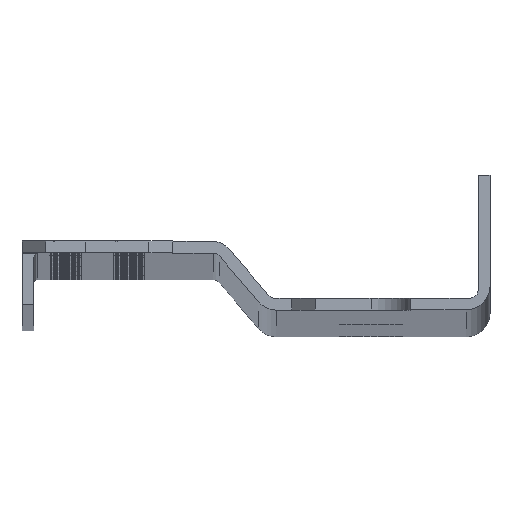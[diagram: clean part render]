
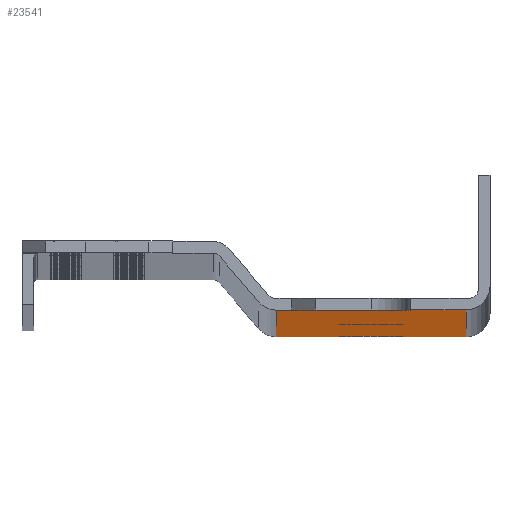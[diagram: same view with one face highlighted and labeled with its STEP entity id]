
A CAD part, top view. The second image highlights one B-rep face of the part: STEP entity #23541.
In plain terms, the highlighted face is planar.
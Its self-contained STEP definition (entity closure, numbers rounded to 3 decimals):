
#3867=CARTESIAN_POINT('',(17.,722.,14.995));
#3868=DIRECTION('',(1.,0.,0.));
#3869=DIRECTION('',(0.,1.,0.));
#3870=AXIS2_PLACEMENT_3D('',#3867,#3868,#3869);
#3875=CARTESIAN_POINT('',(17.,722.,14.995));
#3876=DIRECTION('',(1.,0.,0.));
#3877=DIRECTION('',(0.,-1.,0.));
#3878=AXIS2_PLACEMENT_3D('',#3875,#3876,#3877);
#3883=CARTESIAN_POINT('',(17.,-288.25,14.995));
#3884=DIRECTION('',(1.,0.,0.));
#3885=DIRECTION('',(0.,1.,0.));
#3886=AXIS2_PLACEMENT_3D('',#3883,#3884,#3885);
#3891=CARTESIAN_POINT('',(17.,-288.25,14.995));
#3892=DIRECTION('',(1.,0.,0.));
#3893=DIRECTION('',(0.,-1.,0.));
#3894=AXIS2_PLACEMENT_3D('',#3891,#3892,#3893);
#3899=CARTESIAN_POINT('',(17.,-311.75,14.995));
#3900=DIRECTION('',(1.,0.,0.));
#3901=DIRECTION('',(0.,1.,0.));
#3902=AXIS2_PLACEMENT_3D('',#3899,#3900,#3901);
#3907=CARTESIAN_POINT('',(17.,-311.75,14.995));
#3908=DIRECTION('',(1.,0.,0.));
#3909=DIRECTION('',(0.,-1.,0.));
#3910=AXIS2_PLACEMENT_3D('',#3907,#3908,#3909);
#3915=CARTESIAN_POINT('',(17.,-1172.,14.995));
#3916=DIRECTION('',(1.,0.,0.));
#3917=DIRECTION('',(0.,1.,0.));
#3918=AXIS2_PLACEMENT_3D('',#3915,#3916,#3917);
#3923=CARTESIAN_POINT('',(17.,-1172.,14.995));
#3924=DIRECTION('',(1.,0.,0.));
#3925=DIRECTION('',(0.,-1.,0.));
#3926=AXIS2_PLACEMENT_3D('',#3923,#3924,#3925);
#3931=DIRECTION('',(0.,1.,0.));
#3932=VECTOR('',#3931,3.31);
#3933=CARTESIAN_POINT('',(17.,734.79,25.));
#3934=LINE('',#3933,#3932);
#3938=DIRECTION('',(0.,0.707,-0.707));
#3939=VECTOR('',#3938,4.243);
#3940=CARTESIAN_POINT('',(17.,738.1,25.));
#3941=LINE('',#3940,#3939);
#3945=DIRECTION('',(0.,0.,-1.));
#3946=VECTOR('',#3945,7.);
#3947=CARTESIAN_POINT('',(17.,741.1,22.));
#3948=LINE('',#3947,#3946);
#3952=CARTESIAN_POINT('',(17.,746.1,15.));
#3953=DIRECTION('',(1.,0.,0.));
#3954=DIRECTION('',(0.,-1.,0.));
#3955=AXIS2_PLACEMENT_3D('',#3952,#3953,#3954);
#3960=DIRECTION('',(0.,1.,0.));
#3961=VECTOR('',#3960,3.9);
#3962=CARTESIAN_POINT('',(17.,746.1,10.));
#3963=LINE('',#3962,#3961);
#3967=DIRECTION('',(0.,0.844,0.537));
#3968=VECTOR('',#3967,5.287);
#3969=CARTESIAN_POINT('',(17.,-1198.5,7.52));
#3970=LINE('',#3969,#3968);
#3974=CARTESIAN_POINT('',(17.,-1196.999,14.995));
#3975=DIRECTION('',(1.,0.,0.));
#3976=DIRECTION('',(0.,0.538,-0.843));
#3977=AXIS2_PLACEMENT_3D('',#3974,#3975,#3976);
#3982=DIRECTION('',(0.,-0.844,0.537));
#3983=VECTOR('',#3982,5.287);
#3984=CARTESIAN_POINT('',(17.,-1194.04,19.63));
#3985=LINE('',#3984,#3983);
#4038=DIRECTION('',(0.,-1.,0.));
#4039=VECTOR('',#4038,1933.29);
#4040=CARTESIAN_POINT('',(17.,734.79,26.916));
#4041=LINE('',#4040,#4039);
#11108=DIRECTION('',(0.,0.,1.));
#11109=VECTOR('',#11108,1.916);
#11110=CARTESIAN_POINT('',(17.,734.79,25.));
#11111=LINE('',#11110,#11109);
#11246=DIRECTION('',(0.,0.,1.));
#11247=VECTOR('',#11246,7.);
#11248=CARTESIAN_POINT('',(17.,750.,3.));
#11249=LINE('',#11248,#11247);
#11282=DIRECTION('',(0.,1.,0.));
#11283=VECTOR('',#11282,1948.5);
#11284=CARTESIAN_POINT('',(17.,-1198.5,3.));
#11285=LINE('',#11284,#11283);
#18505=DIRECTION('',(0.,0.,-1.));
#18506=VECTOR('',#18505,4.52);
#18507=CARTESIAN_POINT('',(17.,-1198.5,7.52));
#18508=LINE('',#18507,#18506);
#18563=DIRECTION('',(0.,0.,-1.));
#18564=VECTOR('',#18563,4.446);
#18565=CARTESIAN_POINT('',(17.,-1198.5,26.916));
#18566=LINE('',#18565,#18564);
#20358=CARTESIAN_POINT('',(17.,-1198.5,26.916));
#20359=VERTEX_POINT('',#20358);
#20360=CARTESIAN_POINT('',(17.,-1198.5,22.47));
#20361=VERTEX_POINT('',#20360);
#20370=CARTESIAN_POINT('',(17.,-1198.5,7.52));
#20371=CARTESIAN_POINT('',(17.,-1198.5,3.));
#20372=VERTEX_POINT('',#20370);
#20373=VERTEX_POINT('',#20371);
#20374=CARTESIAN_POINT('',(17.,-1194.04,10.36));
#20375=VERTEX_POINT('',#20374);
#20376=CARTESIAN_POINT('',(17.,-1194.04,19.63));
#20377=VERTEX_POINT('',#20376);
#20378=CARTESIAN_POINT('',(17.,-284.25,14.995));
#20379=CARTESIAN_POINT('',(17.,-292.25,14.995));
#20380=VERTEX_POINT('',#20378);
#20381=VERTEX_POINT('',#20379);
#20382=CARTESIAN_POINT('',(17.,-307.75,14.995));
#20383=CARTESIAN_POINT('',(17.,-315.75,14.995));
#20384=VERTEX_POINT('',#20382);
#20385=VERTEX_POINT('',#20383);
#20386=CARTESIAN_POINT('',(17.,-1168.,14.995));
#20387=CARTESIAN_POINT('',(17.,-1176.,14.995));
#20388=VERTEX_POINT('',#20386);
#20389=VERTEX_POINT('',#20387);
#21730=CARTESIAN_POINT('',(17.,734.79,25.));
#21731=CARTESIAN_POINT('',(17.,734.79,26.916));
#21732=VERTEX_POINT('',#21730);
#21733=VERTEX_POINT('',#21731);
#21744=CARTESIAN_POINT('',(17.,738.1,25.));
#21745=VERTEX_POINT('',#21744);
#21746=CARTESIAN_POINT('',(17.,741.1,22.));
#21747=VERTEX_POINT('',#21746);
#21748=CARTESIAN_POINT('',(17.,741.1,15.));
#21749=VERTEX_POINT('',#21748);
#21750=CARTESIAN_POINT('',(17.,746.1,10.));
#21751=VERTEX_POINT('',#21750);
#21752=CARTESIAN_POINT('',(17.,750.,10.));
#21753=VERTEX_POINT('',#21752);
#21754=CARTESIAN_POINT('',(17.,750.,3.));
#21755=VERTEX_POINT('',#21754);
#21756=CARTESIAN_POINT('',(17.,726.,14.995));
#21757=CARTESIAN_POINT('',(17.,718.,14.995));
#21758=VERTEX_POINT('',#21756);
#21759=VERTEX_POINT('',#21757);
#23483=CARTESIAN_POINT('',(17.,600.,0.));
#23484=DIRECTION('',(1.,0.,0.));
#23485=DIRECTION('',(0.,-1.,0.));
#23486=AXIS2_PLACEMENT_3D('',#23483,#23484,#23485);
#23487=PLANE('',#23486);
#23489=ORIENTED_EDGE('',*,*,#23488,.F.);
#23491=ORIENTED_EDGE('',*,*,#23490,.F.);
#23493=ORIENTED_EDGE('',*,*,#23492,.T.);
#23495=ORIENTED_EDGE('',*,*,#23494,.T.);
#23497=ORIENTED_EDGE('',*,*,#23496,.T.);
#23499=ORIENTED_EDGE('',*,*,#23498,.T.);
#23501=ORIENTED_EDGE('',*,*,#23500,.T.);
#23503=ORIENTED_EDGE('',*,*,#23502,.F.);
#23505=ORIENTED_EDGE('',*,*,#23504,.F.);
#23507=ORIENTED_EDGE('',*,*,#23506,.F.);
#23509=ORIENTED_EDGE('',*,*,#23508,.T.);
#23511=ORIENTED_EDGE('',*,*,#23510,.T.);
#23513=ORIENTED_EDGE('',*,*,#23512,.T.);
#23515=ORIENTED_EDGE('',*,*,#23514,.F.);
#23516=EDGE_LOOP('',(#23489,#23491,#23493,#23495,#23497,#23499,#23501,#23503,
#23505,#23507,#23509,#23511,#23513,#23515));
#23517=FACE_OUTER_BOUND('',#23516,.F.);
#23519=ORIENTED_EDGE('',*,*,#23518,.T.);
#23521=ORIENTED_EDGE('',*,*,#23520,.T.);
#23522=EDGE_LOOP('',(#23519,#23521));
#23523=FACE_BOUND('',#23522,.F.);
#23525=ORIENTED_EDGE('',*,*,#23524,.T.);
#23527=ORIENTED_EDGE('',*,*,#23526,.T.);
#23528=EDGE_LOOP('',(#23525,#23527));
#23529=FACE_BOUND('',#23528,.F.);
#23531=ORIENTED_EDGE('',*,*,#23530,.T.);
#23533=ORIENTED_EDGE('',*,*,#23532,.T.);
#23534=EDGE_LOOP('',(#23531,#23533));
#23535=FACE_BOUND('',#23534,.F.);
#23536=ORIENTED_EDGE('',*,*,#23466,.T.);
#23538=ORIENTED_EDGE('',*,*,#23537,.T.);
#23539=EDGE_LOOP('',(#23536,#23538));
#23540=FACE_BOUND('',#23539,.F.);
#3871=CIRCLE('',#3870,4.);
#3879=CIRCLE('',#3878,4.);
#3887=CIRCLE('',#3886,4.);
#3895=CIRCLE('',#3894,4.);
#3903=CIRCLE('',#3902,4.);
#3911=CIRCLE('',#3910,4.);
#3919=CIRCLE('',#3918,4.);
#3927=CIRCLE('',#3926,4.);
#3956=CIRCLE('',#3955,5.);
#3978=CIRCLE('',#3977,5.499);
#23466=EDGE_CURVE('',#21758,#21759,#3871,.T.);
#23488=EDGE_CURVE('',#21733,#20359,#4041,.T.);
#23490=EDGE_CURVE('',#21732,#21733,#11111,.T.);
#23492=EDGE_CURVE('',#21732,#21745,#3934,.T.);
#23494=EDGE_CURVE('',#21745,#21747,#3941,.T.);
#23496=EDGE_CURVE('',#21747,#21749,#3948,.T.);
#23498=EDGE_CURVE('',#21749,#21751,#3956,.T.);
#23500=EDGE_CURVE('',#21751,#21753,#3963,.T.);
#23502=EDGE_CURVE('',#21755,#21753,#11249,.T.);
#23504=EDGE_CURVE('',#20373,#21755,#11285,.T.);
#23506=EDGE_CURVE('',#20372,#20373,#18508,.T.);
#23508=EDGE_CURVE('',#20372,#20375,#3970,.T.);
#23510=EDGE_CURVE('',#20375,#20377,#3978,.T.);
#23512=EDGE_CURVE('',#20377,#20361,#3985,.T.);
#23514=EDGE_CURVE('',#20359,#20361,#18566,.T.);
#23518=EDGE_CURVE('',#20380,#20381,#3887,.T.);
#23520=EDGE_CURVE('',#20381,#20380,#3895,.T.);
#23524=EDGE_CURVE('',#20384,#20385,#3903,.T.);
#23526=EDGE_CURVE('',#20385,#20384,#3911,.T.);
#23530=EDGE_CURVE('',#20388,#20389,#3919,.T.);
#23532=EDGE_CURVE('',#20389,#20388,#3927,.T.);
#23537=EDGE_CURVE('',#21759,#21758,#3879,.T.);
#23541=ADVANCED_FACE('',(#23517,#23523,#23529,#23535,#23540),#23487,.T.);
